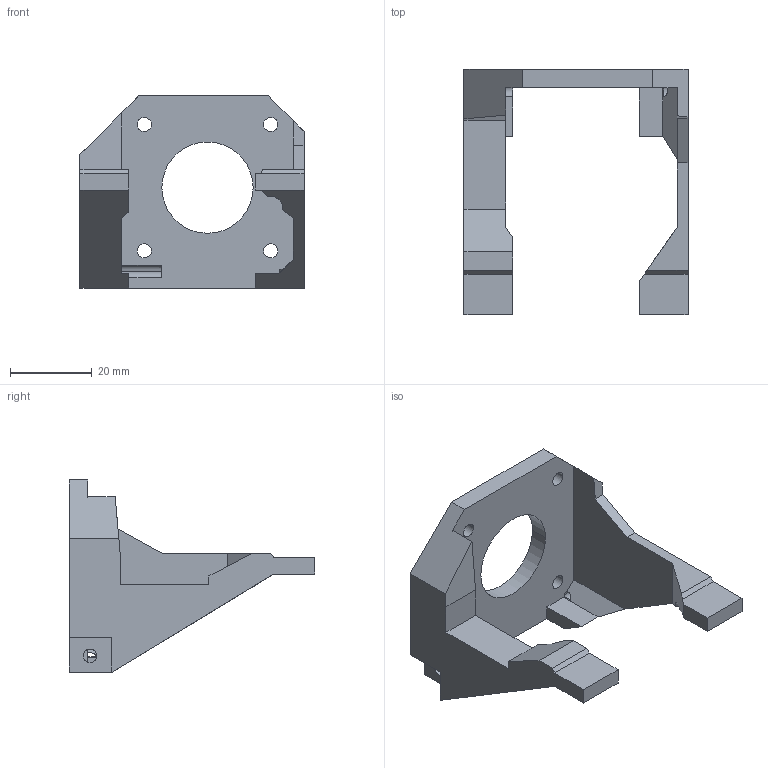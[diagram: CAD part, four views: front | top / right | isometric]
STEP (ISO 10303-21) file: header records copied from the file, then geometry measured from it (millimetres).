
FILE_DESCRIPTION(('CATIA V5 STEP Exchange'),'2;1');
FILE_NAME('HYPERCUBE-EVO-0067_NGEN _V2_DD.stp','2021-01-27T14:25:57+00:00',('none'),('none'),'CATIA Version 5 Release 21 GA (IN-10)','CATIA V5 STEP AP203','none');
FILE_SCHEMA(('CONFIG_CONTROL_DESIGN'));
Length unit declared in the file: millimetre
Products named in the file (1): HYPERCUBE-EVO-0067_NGEN
Bounding box: 55 x 60.22 x 47.13 mm (x, y, z)
Volume: 20325 mm3; surface area: 11043 mm2
Topology: 1 solids, 1 shells, 60 faces, 180 edges, 120 vertices
Faces by surface type: plane 44, cylinder 16
Entity records: 1990 total; most frequent: CARTESIAN_POINT 385, ORIENTED_EDGE 360, DIRECTION 256, EDGE_CURVE 180, VECTOR 140, LINE 140, VERTEX_POINT 120, AXIS2_PLACEMENT_3D 75
